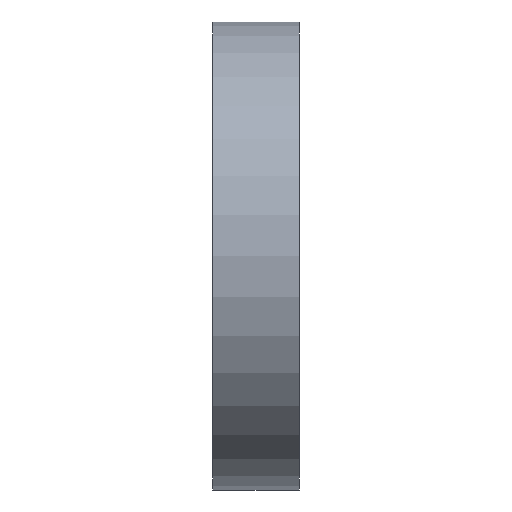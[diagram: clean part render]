
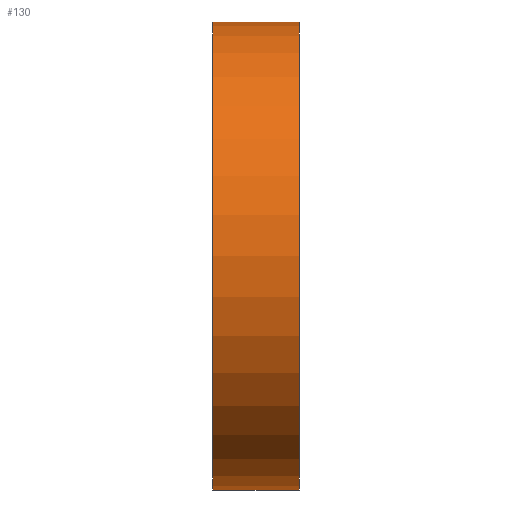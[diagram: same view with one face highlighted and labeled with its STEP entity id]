
A CAD part, left-side view. The second image highlights one B-rep face of the part: STEP entity #130.
In plain terms, the highlighted cylindrical face has radius 13.5 mm (diameter 27 mm), a partial arc.
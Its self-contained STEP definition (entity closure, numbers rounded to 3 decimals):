
#2 = CARTESIAN_POINT ( 'NONE',  ( 0., 5., 13.5 ) ) ;
#7 = VECTOR ( 'NONE', #104, 1000. ) ;
#8 = VERTEX_POINT ( 'NONE', #83 ) ;
#9 = ORIENTED_EDGE ( 'NONE', *, *, #156, .T. ) ;
#20 = LINE ( 'NONE', #32, #139 ) ;
#26 = CARTESIAN_POINT ( 'NONE',  ( 0., 5., 0. ) ) ;
#32 = CARTESIAN_POINT ( 'NONE',  ( 0., 5., -13.5 ) ) ;
#40 = CYLINDRICAL_SURFACE ( 'NONE', #175, 13.5 ) ;
#51 = ORIENTED_EDGE ( 'NONE', *, *, #54, .F. ) ;
#53 = CIRCLE ( 'NONE', #73, 13.5 ) ;
#54 = EDGE_CURVE ( 'NONE', #135, #102, #162, .T. ) ;
#56 = CARTESIAN_POINT ( 'NONE',  ( 0., 5., -13.5 ) ) ;
#72 = EDGE_CURVE ( 'NONE', #8, #102, #53, .T. ) ;
#73 = AXIS2_PLACEMENT_3D ( 'NONE', #78, #167, #133 ) ;
#74 = CARTESIAN_POINT ( 'NONE',  ( 0., 0., 13.5 ) ) ;
#78 = CARTESIAN_POINT ( 'NONE',  ( 0., 0., 0. ) ) ;
#81 = DIRECTION ( 'NONE',  ( 0., -1., 0. ) ) ;
#83 = CARTESIAN_POINT ( 'NONE',  ( 0., 0., -13.5 ) ) ;
#89 = DIRECTION ( 'NONE',  ( 0., 0., 1. ) ) ;
#91 = FACE_OUTER_BOUND ( 'NONE', #177, .T. ) ;
#100 = DIRECTION ( 'NONE',  ( 0., 0., -1. ) ) ;
#102 = VERTEX_POINT ( 'NONE', #74 ) ;
#104 = DIRECTION ( 'NONE',  ( 0., -1., 0. ) ) ;
#112 = VERTEX_POINT ( 'NONE', #56 ) ;
#123 = ORIENTED_EDGE ( 'NONE', *, *, #160, .F. ) ;
#130 = ADVANCED_FACE ( 'NONE', ( #91 ), #40, .T. ) ;
#133 = DIRECTION ( 'NONE',  ( 0., 0., 1. ) ) ;
#135 = VERTEX_POINT ( 'NONE', #2 ) ;
#139 = VECTOR ( 'NONE', #81, 1000. ) ;
#144 = CIRCLE ( 'NONE', #174, 13.5 ) ;
#147 = ORIENTED_EDGE ( 'NONE', *, *, #72, .T. ) ;
#151 = CARTESIAN_POINT ( 'NONE',  ( 0., 5., 0. ) ) ;
#156 = EDGE_CURVE ( 'NONE', #112, #8, #20, .T. ) ;
#160 = EDGE_CURVE ( 'NONE', #112, #135, #144, .T. ) ;
#162 = LINE ( 'NONE', #187, #7 ) ;
#167 = DIRECTION ( 'NONE',  ( 0., 1., 0. ) ) ;
#174 = AXIS2_PLACEMENT_3D ( 'NONE', #26, #189, #89 ) ;
#175 = AXIS2_PLACEMENT_3D ( 'NONE', #151, #183, #100 ) ;
#177 = EDGE_LOOP ( 'NONE', ( #51, #123, #9, #147 ) ) ;
#183 = DIRECTION ( 'NONE',  ( 0., -1., 0. ) ) ;
#187 = CARTESIAN_POINT ( 'NONE',  ( 0., 5., 13.5 ) ) ;
#189 = DIRECTION ( 'NONE',  ( 0., 1., 0. ) ) ;
